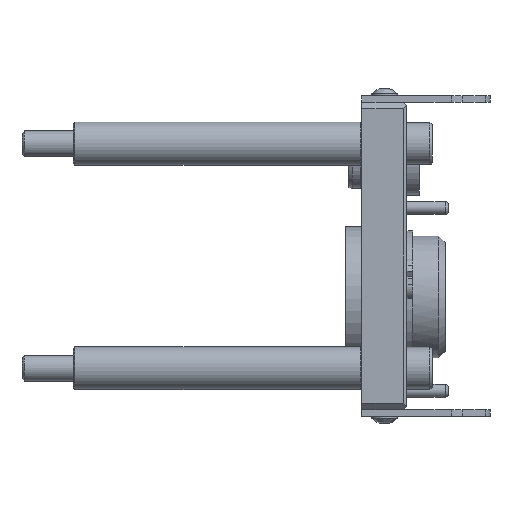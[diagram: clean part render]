
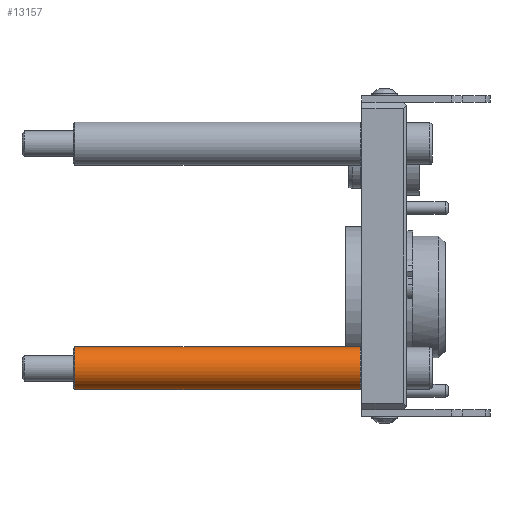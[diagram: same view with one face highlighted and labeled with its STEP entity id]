
A CAD part, front view. The second image highlights one B-rep face of the part: STEP entity #13157.
In plain terms, the highlighted cylindrical face has radius 6.75 mm (diameter 13.5 mm), a full revolution.
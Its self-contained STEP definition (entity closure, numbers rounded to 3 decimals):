
#879=FACE_OUTER_BOUND('',#1668,.T.);
#1668=EDGE_LOOP('',(#8786,#8787,#8788,#8789,#8790,#8791));
#3078=CIRCLE('',#14017,6.75);
#3079=CIRCLE('',#14018,6.75);
#3081=CIRCLE('',#14021,6.75);
#3082=CIRCLE('',#14022,6.75);
#3455=LINE('',#18108,#4465);
#4465=VECTOR('',#15055,6.75);
#5573=VERTEX_POINT('',#18096);
#5574=VERTEX_POINT('',#18097);
#5576=VERTEX_POINT('',#18104);
#5577=VERTEX_POINT('',#18105);
#6844=EDGE_CURVE('',#5573,#5574,#3078,.T.);
#6845=EDGE_CURVE('',#5574,#5573,#3079,.T.);
#6848=EDGE_CURVE('',#5576,#5577,#3081,.T.);
#6849=EDGE_CURVE('',#5577,#5576,#3082,.T.);
#6850=EDGE_CURVE('',#5577,#5574,#3455,.T.);
#8786=ORIENTED_EDGE('',*,*,#6848,.F.);
#8787=ORIENTED_EDGE('',*,*,#6849,.F.);
#8788=ORIENTED_EDGE('',*,*,#6850,.T.);
#8789=ORIENTED_EDGE('',*,*,#6844,.F.);
#8790=ORIENTED_EDGE('',*,*,#6845,.F.);
#8791=ORIENTED_EDGE('',*,*,#6850,.F.);
#12266=CYLINDRICAL_SURFACE('',#14020,6.75);
#13157=ADVANCED_FACE('',(#879),#12266,.T.);
#14017=AXIS2_PLACEMENT_3D('',#18098,#15042,#15043);
#14018=AXIS2_PLACEMENT_3D('',#18099,#15044,#15045);
#14020=AXIS2_PLACEMENT_3D('',#18103,#15049,#15050);
#14021=AXIS2_PLACEMENT_3D('',#18106,#15051,#15052);
#14022=AXIS2_PLACEMENT_3D('',#18107,#15053,#15054);
#15042=DIRECTION('center_axis',(1.,0.,0.));
#15043=DIRECTION('ref_axis',(0.,0.954,0.299));
#15044=DIRECTION('center_axis',(1.,0.,0.));
#15045=DIRECTION('ref_axis',(0.,0.954,0.299));
#15049=DIRECTION('center_axis',(-1.,0.,0.));
#15050=DIRECTION('ref_axis',(0.,-0.954,-0.299));
#15051=DIRECTION('center_axis',(-1.,0.,0.));
#15052=DIRECTION('ref_axis',(0.,0.954,0.299));
#15053=DIRECTION('center_axis',(-1.,0.,0.));
#15054=DIRECTION('ref_axis',(0.,0.954,0.299));
#15055=DIRECTION('',(1.,0.,0.));
#18096=CARTESIAN_POINT('',(-14.5,-98.442,-37.016));
#18097=CARTESIAN_POINT('',(-14.5,-85.558,-32.984));
#18098=CARTESIAN_POINT('Origin',(-14.5,-92.,-35.));
#18099=CARTESIAN_POINT('Origin',(-14.5,-92.,-35.));
#18103=CARTESIAN_POINT('Origin',(-59.,-92.,-35.));
#18104=CARTESIAN_POINT('',(-103.5,-98.442,-37.016));
#18105=CARTESIAN_POINT('',(-103.5,-85.558,-32.984));
#18106=CARTESIAN_POINT('Origin',(-103.5,-92.,-35.));
#18107=CARTESIAN_POINT('Origin',(-103.5,-92.,-35.));
#18108=CARTESIAN_POINT('',(-59.,-85.558,-32.984));
